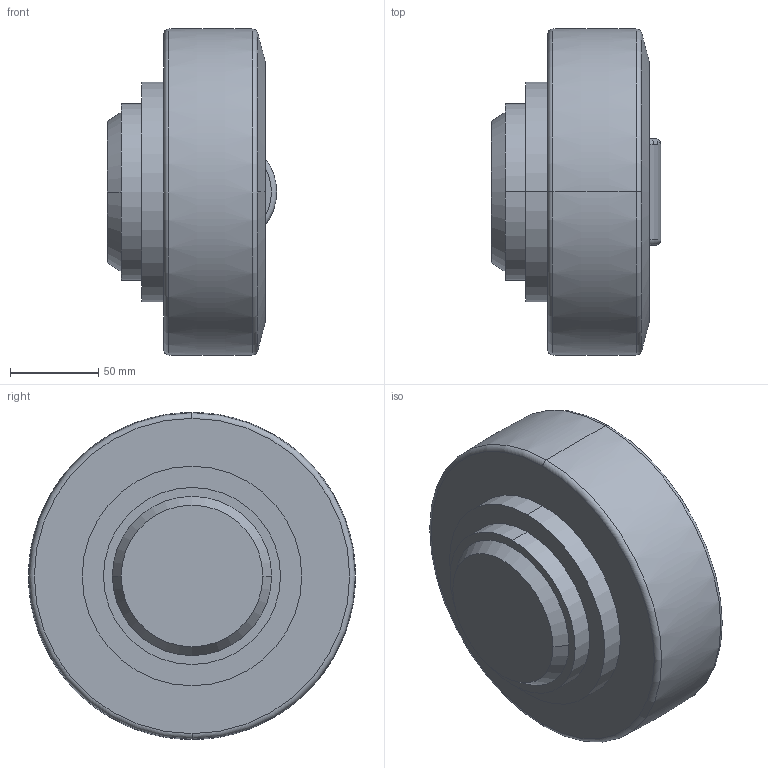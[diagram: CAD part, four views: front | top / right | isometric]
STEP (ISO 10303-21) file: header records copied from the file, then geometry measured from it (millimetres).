
FILE_DESCRIPTION(('STEP AP203'),'1');
FILE_NAME('pr_4_085.stp','2014-08-06T07:01:02',('TraceParts'),('TraceParts S.A.'),'XStep 1.0',' ',' ');
FILE_SCHEMA(('CONFIG_CONTROL_DESIGN'));
Length unit declared in the file: millimetre
Products named in the file (1): 1
Bounding box: 95.7 x 184.74 x 184.74 mm (x, y, z)
Volume: 1798338.7 mm3; surface area: 95504 mm2
Topology: 1 solids, 1 shells, 35 faces, 82 edges, 53 vertices
Faces by surface type: plane 17, torus 8, cylinder 6, cone 4
Entity records: 1223 total; most frequent: CARTESIAN_POINT 347, DIRECTION 189, ORIENTED_EDGE 164, EDGE_CURVE 82, AXIS2_PLACEMENT_3D 79, VERTEX_POINT 53, CIRCLE 43, EDGE_LOOP 39
